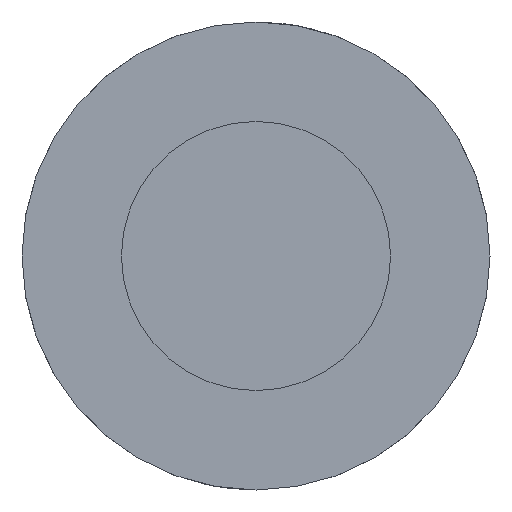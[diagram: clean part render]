
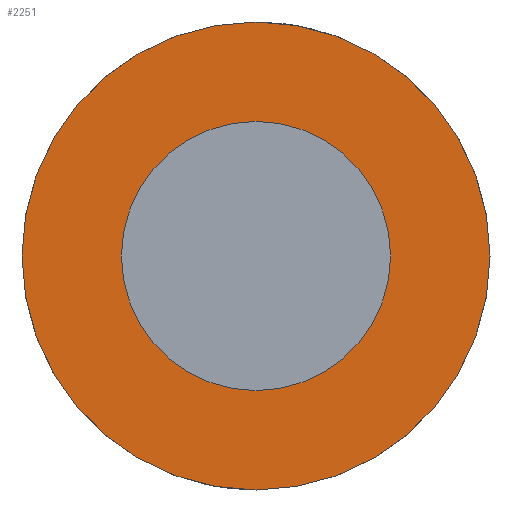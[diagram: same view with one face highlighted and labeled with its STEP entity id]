
A CAD part, left-side view. The second image highlights one B-rep face of the part: STEP entity #2251.
In plain terms, the highlighted face is planar.
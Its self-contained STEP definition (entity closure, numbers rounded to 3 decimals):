
#1291=CARTESIAN_POINT('',(0.,0.,0.));
#1292=DIRECTION('',(0.,0.,-1.));
#1293=DIRECTION('',(-1.,0.,0.));
#1294=AXIS2_PLACEMENT_3D('',#1291,#1292,#1293);
#1299=CARTESIAN_POINT('',(0.,0.,0.));
#1300=DIRECTION('',(0.,0.,1.));
#1301=DIRECTION('',(-1.,0.,0.));
#1302=AXIS2_PLACEMENT_3D('',#1299,#1300,#1301);
#1321=CARTESIAN_POINT('',(0.,0.,0.));
#1322=DIRECTION('',(0.,0.,1.));
#1323=DIRECTION('',(-1.,0.,0.));
#1324=AXIS2_PLACEMENT_3D('',#1321,#1322,#1323);
#1329=CARTESIAN_POINT('',(0.,0.,0.));
#1330=DIRECTION('',(0.,0.,-1.));
#1331=DIRECTION('',(-1.,0.,0.));
#1332=AXIS2_PLACEMENT_3D('',#1329,#1330,#1331);
#1354=CARTESIAN_POINT('',(-40.,0.,0.));
#1356=VERTEX_POINT('',#1354);
#1357=CARTESIAN_POINT('',(-23.,0.,0.));
#1359=VERTEX_POINT('',#1357);
#1362=CARTESIAN_POINT('',(40.,0.,0.));
#1364=VERTEX_POINT('',#1362);
#1365=CARTESIAN_POINT('',(23.,0.,0.));
#1367=VERTEX_POINT('',#1365);
#2236=CARTESIAN_POINT('',(0.,0.,0.));
#2237=DIRECTION('',(0.,0.,-1.));
#2238=DIRECTION('',(1.,0.,0.));
#2239=AXIS2_PLACEMENT_3D('',#2236,#2237,#2238);
#2240=PLANE('',#2239);
#2241=ORIENTED_EDGE('',*,*,#2229,.T.);
#2242=ORIENTED_EDGE('',*,*,#2214,.F.);
#2243=EDGE_LOOP('',(#2241,#2242));
#2244=FACE_OUTER_BOUND('',#2243,.F.);
#2246=ORIENTED_EDGE('',*,*,#2245,.T.);
#2248=ORIENTED_EDGE('',*,*,#2247,.F.);
#2249=EDGE_LOOP('',(#2246,#2248));
#2250=FACE_BOUND('',#2249,.F.);
#1295=CIRCLE('',#1294,40.);
#1303=CIRCLE('',#1302,40.);
#1325=CIRCLE('',#1324,23.);
#1333=CIRCLE('',#1332,23.);
#2214=EDGE_CURVE('',#1356,#1364,#1303,.T.);
#2229=EDGE_CURVE('',#1356,#1364,#1295,.T.);
#2245=EDGE_CURVE('',#1359,#1367,#1325,.T.);
#2247=EDGE_CURVE('',#1359,#1367,#1333,.T.);
#2251=ADVANCED_FACE('',(#2244,#2250),#2240,.F.);
